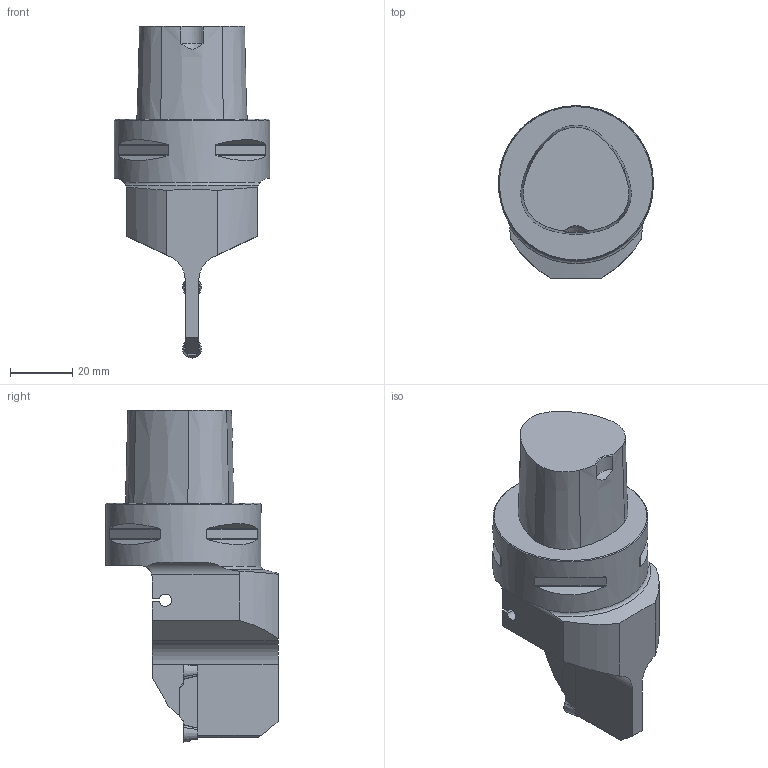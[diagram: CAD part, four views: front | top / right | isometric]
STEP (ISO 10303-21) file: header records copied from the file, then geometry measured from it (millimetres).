
FILE_DESCRIPTION(/* description */ (''),/* implementation_level */ '2;1');
FILE_NAME(/* name */ 'TOOLASSEMBLY_1.STP',/* time_stamp */ '2024-03-19T09:52:57+01:00',/* author */ (''),/* organization */ ('SMS'),/* preprocessor_version */ 'ST-DEVELOPER v16.7',/* originating_system */ 'SIEMENS PLM Software NX 12.0',/* authorisation */ '');
FILE_SCHEMA (('AUTOMOTIVE_DESIGN { 1 0 10303 214 3 1 1 1 }'));
Length unit declared in the file: millimetre
Products named in the file (4): ASSEMBLY_CONSTRUCTION; CUT_20240319095149; NOCUT_20240319094936; TOOLASSEMBLY_1
Assembly tree (3 placements, depth 2):
  TOOLASSEMBLY_1
    NOCUT_20240319094936
    CUT_20240319095149
    ASSEMBLY_CONSTRUCTION
Bounding box: 50 x 55.5 x 107 mm (x, y, z)
Volume: 106193.7 mm3; surface area: 17139.7 mm2
Topology: 2 solids, 2 shells, 97 faces, 273 edges, 191 vertices
Faces by surface type: plane 50, cylinder 24, cone 12, bspline 8, torus 3
Full cylindrical faces by diameter (mm): 50 x1
Entity records: 5011 total; most frequent: CARTESIAN_POINT 2488, ORIENTED_EDGE 536, DIRECTION 430, EDGE_CURVE 268, VERTEX_POINT 182, AXIS2_PLACEMENT_3D 150, LINE 130, VECTOR 130
